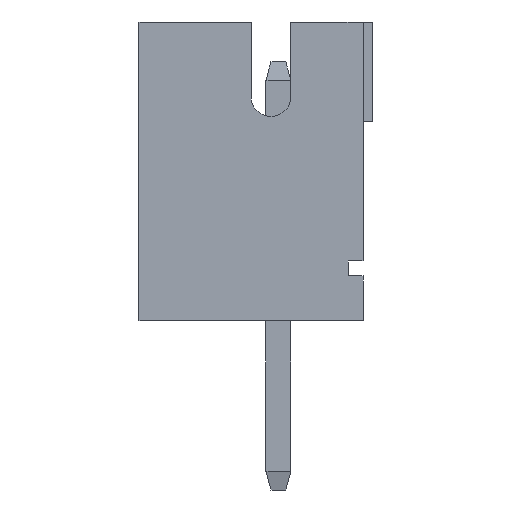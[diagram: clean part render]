
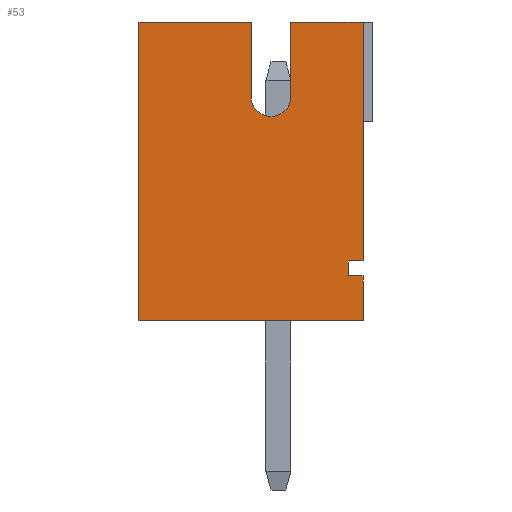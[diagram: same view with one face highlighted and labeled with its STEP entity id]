
A CAD part, left-side view. The second image highlights one B-rep face of the part: STEP entity #53.
In plain terms, the highlighted planar face has unit normal (-1, 0, 0).
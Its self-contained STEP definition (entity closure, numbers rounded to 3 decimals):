
#53=ADVANCED_FACE('',(#2969),#2971,.T.);
#2969=FACE_BOUND('',#2970,.T.);
#2970=EDGE_LOOP('',(#5291,#5292,#5293,#5294,#5295,#5296,#5297,#5298,#5299,#5300,
#5301,#5302));
#2971=PLANE('',#2972);
#2972=AXIS2_PLACEMENT_3D('',#2973,#2974,#2975);
#2973=CARTESIAN_POINT('',(-1.95,0.,0.));
#2974=DIRECTION('',(-1.,0.,0.));
#2975=DIRECTION('',(0.,0.,1.));
#5291=ORIENTED_EDGE('',*,*,#6875,.T.);
#5292=ORIENTED_EDGE('',*,*,#6876,.T.);
#5293=ORIENTED_EDGE('',*,*,#6877,.T.);
#5294=ORIENTED_EDGE('',*,*,#6878,.T.);
#5295=ORIENTED_EDGE('',*,*,#6879,.T.);
#5296=ORIENTED_EDGE('',*,*,#6880,.T.);
#5297=ORIENTED_EDGE('',*,*,#6881,.T.);
#5298=ORIENTED_EDGE('',*,*,#6882,.T.);
#5299=ORIENTED_EDGE('',*,*,#6883,.T.);
#5300=ORIENTED_EDGE('',*,*,#6884,.T.);
#5301=ORIENTED_EDGE('',*,*,#6885,.T.);
#5302=ORIENTED_EDGE('',*,*,#6886,.T.);
#6875=EDGE_CURVE('',#7667,#7668,#7669,.F.);
#6876=EDGE_CURVE('',#7668,#7670,#7671,.T.);
#6877=EDGE_CURVE('',#7670,#7672,#7673,.T.);
#6878=EDGE_CURVE('',#7672,#7674,#7675,.F.);
#6879=EDGE_CURVE('',#7674,#7676,#7677,.F.);
#6880=EDGE_CURVE('',#7676,#7678,#7679,.F.);
#6881=EDGE_CURVE('',#7678,#7680,#7681,.T.);
#6882=EDGE_CURVE('',#7680,#7682,#7683,.T.);
#6883=EDGE_CURVE('',#7682,#7684,#7685,.T.);
#6884=EDGE_CURVE('',#7684,#7686,#7687,.T.);
#6885=EDGE_CURVE('',#7686,#7688,#7689,.F.);
#6886=EDGE_CURVE('',#7688,#7667,#7690,.F.);
#7667=VERTEX_POINT('',#8952);
#7668=VERTEX_POINT('',#8953);
#7669=LINE('',#8954,#8955);
#7670=VERTEX_POINT('',#8957);
#7671=LINE('',#8958,#8959);
#7672=VERTEX_POINT('',#8961);
#7673=LINE('',#8962,#8963);
#7674=VERTEX_POINT('',#8965);
#7675=LINE('',#8966,#8967);
#7676=VERTEX_POINT('',#8969);
#7677=CIRCLE('',#8970,0.4);
#7678=VERTEX_POINT('',#8974);
#7679=LINE('',#8975,#8976);
#7680=VERTEX_POINT('',#8978);
#7681=LINE('',#8979,#8980);
#7682=VERTEX_POINT('',#8982);
#7683=LINE('',#8983,#8984);
#7684=VERTEX_POINT('',#8986);
#7685=LINE('',#8987,#8988);
#7686=VERTEX_POINT('',#8990);
#7687=LINE('',#8991,#8992);
#7688=VERTEX_POINT('',#8994);
#7689=LINE('',#8995,#8996);
#7690=LINE('',#8998,#8999);
#8952=CARTESIAN_POINT('',(-1.95,-1.4,1.2));
#8953=CARTESIAN_POINT('',(-1.95,-1.7,1.2));
#8954=CARTESIAN_POINT('',(-1.95,-1.7,1.2));
#8955=VECTOR('',#8956,1.);
#8956=DIRECTION('',(0.,1.,0.));
#8957=CARTESIAN_POINT('',(-1.95,-1.7,6.));
#8958=CARTESIAN_POINT('',(-1.95,-1.7,1.2));
#8959=VECTOR('',#8960,1.);
#8960=DIRECTION('',(0.,0.,1.));
#8961=CARTESIAN_POINT('',(-1.95,-0.25,6.));
#8962=CARTESIAN_POINT('',(-1.95,-1.7,6.));
#8963=VECTOR('',#8964,1.);
#8964=DIRECTION('',(0.,1.,0.));
#8965=CARTESIAN_POINT('',(-1.95,-0.25,4.5));
#8966=CARTESIAN_POINT('',(-1.95,-0.25,4.5));
#8967=VECTOR('',#8968,1.);
#8968=DIRECTION('',(0.,0.,1.));
#8969=CARTESIAN_POINT('',(-1.95,0.55,4.5));
#8970=AXIS2_PLACEMENT_3D('',#8971,#8972,#8973);
#8971=CARTESIAN_POINT('',(-1.95,0.15,4.5));
#8972=DIRECTION('',(-1.,0.,0.));
#8973=DIRECTION('',(0.,1.,0.));
#8974=CARTESIAN_POINT('',(-1.95,0.55,6.));
#8975=CARTESIAN_POINT('',(-1.95,0.55,6.));
#8976=VECTOR('',#8977,1.);
#8977=DIRECTION('',(0.,0.,-1.));
#8978=CARTESIAN_POINT('',(-1.95,2.8,6.));
#8979=CARTESIAN_POINT('',(-1.95,0.55,6.));
#8980=VECTOR('',#8981,1.);
#8981=DIRECTION('',(0.,1.,0.));
#8982=CARTESIAN_POINT('',(-1.95,2.8,0.));
#8983=CARTESIAN_POINT('',(-1.95,2.8,6.));
#8984=VECTOR('',#8985,1.);
#8985=DIRECTION('',(0.,0.,-1.));
#8986=CARTESIAN_POINT('',(-1.95,-1.7,0.));
#8987=CARTESIAN_POINT('',(-1.95,2.8,0.));
#8988=VECTOR('',#8989,1.);
#8989=DIRECTION('',(0.,-1.,0.));
#8990=CARTESIAN_POINT('',(-1.95,-1.7,0.9));
#8991=CARTESIAN_POINT('',(-1.95,-1.7,0.));
#8992=VECTOR('',#8993,1.);
#8993=DIRECTION('',(0.,0.,1.));
#8994=CARTESIAN_POINT('',(-1.95,-1.4,0.9));
#8995=CARTESIAN_POINT('',(-1.95,-1.4,0.9));
#8996=VECTOR('',#8997,1.);
#8997=DIRECTION('',(0.,-1.,0.));
#8998=CARTESIAN_POINT('',(-1.95,-1.4,1.2));
#8999=VECTOR('',#9000,1.);
#9000=DIRECTION('',(0.,0.,-1.));
